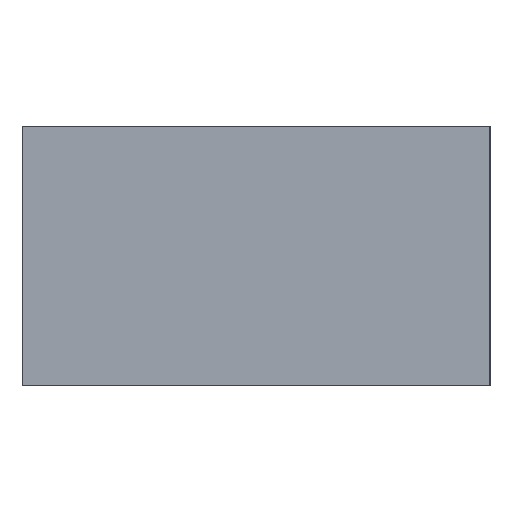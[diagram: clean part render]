
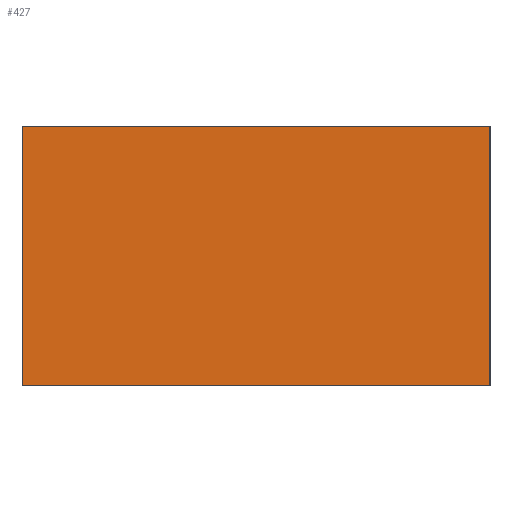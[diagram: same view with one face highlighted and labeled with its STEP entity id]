
A CAD part, left-side view. The second image highlights one B-rep face of the part: STEP entity #427.
In plain terms, the highlighted planar face has unit normal (-1, 0, 0).
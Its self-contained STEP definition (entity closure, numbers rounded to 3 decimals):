
#5 = AXIS2_PLACEMENT_3D ( 'NONE', #446, #525, #191 ) ;
#14 = CARTESIAN_POINT ( 'NONE',  ( -1.7, 0.9, 1. ) ) ;
#17 = ORIENTED_EDGE ( 'NONE', *, *, #264, .F. ) ;
#43 = LINE ( 'NONE', #527, #363 ) ;
#53 = CARTESIAN_POINT ( 'NONE',  ( -1.7, -0.9, 291599.972 ) ) ;
#61 = LINE ( 'NONE', #14, #216 ) ;
#70 = DIRECTION ( 'NONE',  ( 0., -1., 0. ) ) ;
#75 = LINE ( 'NONE', #53, #370 ) ;
#109 = VERTEX_POINT ( 'NONE', #162 ) ;
#162 = CARTESIAN_POINT ( 'NONE',  ( -1.7, 0.9, 1. ) ) ;
#172 = DIRECTION ( 'NONE',  ( 0., 0., -1. ) ) ;
#187 = CARTESIAN_POINT ( 'NONE',  ( -1.7, -0.9, 1. ) ) ;
#191 = DIRECTION ( 'NONE',  ( 0., 0., 1. ) ) ;
#216 = VECTOR ( 'NONE', #407, 1000. ) ;
#238 = PLANE ( 'NONE',  #5 ) ;
#255 = VECTOR ( 'NONE', #443, 1000. ) ;
#264 = EDGE_CURVE ( 'NONE', #509, #536, #75, .T. ) ;
#293 = FACE_OUTER_BOUND ( 'NONE', #530, .T. ) ;
#351 = LINE ( 'NONE', #442, #255 ) ;
#357 = ORIENTED_EDGE ( 'NONE', *, *, #545, .T. ) ;
#363 = VECTOR ( 'NONE', #70, 1000. ) ;
#368 = VERTEX_POINT ( 'NONE', #396 ) ;
#370 = VECTOR ( 'NONE', #172, 1000. ) ;
#396 = CARTESIAN_POINT ( 'NONE',  ( -1.7, 0.9, 0. ) ) ;
#407 = DIRECTION ( 'NONE',  ( 0., -1., 0. ) ) ;
#408 = ORIENTED_EDGE ( 'NONE', *, *, #453, .T. ) ;
#426 = EDGE_CURVE ( 'NONE', #109, #509, #61, .T. ) ;
#427 = ADVANCED_FACE ( 'NONE', ( #293 ), #238, .T. ) ;
#442 = CARTESIAN_POINT ( 'NONE',  ( -1.7, 0.9, 291599.972 ) ) ;
#443 = DIRECTION ( 'NONE',  ( 0., 0., -1. ) ) ;
#446 = CARTESIAN_POINT ( 'NONE',  ( -1.7, 0.9, 291599.972 ) ) ;
#452 = CARTESIAN_POINT ( 'NONE',  ( -1.7, -0.9, 0. ) ) ;
#453 = EDGE_CURVE ( 'NONE', #109, #368, #351, .T. ) ;
#507 = ORIENTED_EDGE ( 'NONE', *, *, #426, .F. ) ;
#509 = VERTEX_POINT ( 'NONE', #187 ) ;
#525 = DIRECTION ( 'NONE',  ( -1., 0., 0. ) ) ;
#527 = CARTESIAN_POINT ( 'NONE',  ( -1.7, 0.9, 0. ) ) ;
#530 = EDGE_LOOP ( 'NONE', ( #17, #507, #408, #357 ) ) ;
#536 = VERTEX_POINT ( 'NONE', #452 ) ;
#545 = EDGE_CURVE ( 'NONE', #368, #536, #43, .T. ) ;
